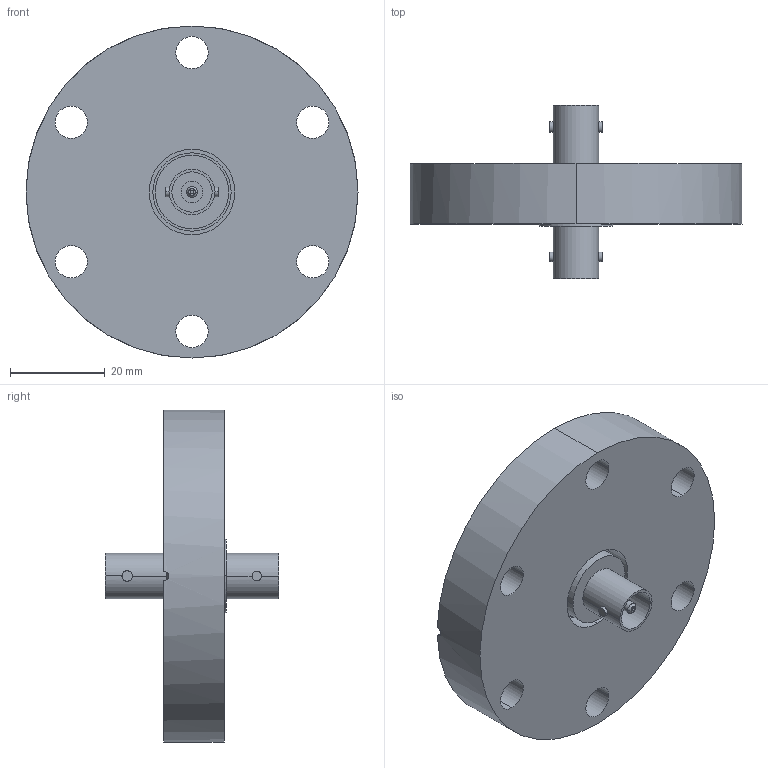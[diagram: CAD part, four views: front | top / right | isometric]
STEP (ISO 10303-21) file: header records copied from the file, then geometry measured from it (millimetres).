
FILE_DESCRIPTION (( 'STEP AP214' ), '1' );
FILE_NAME ('242-BNCDF50-C40.step', '2025-02-18T20:46:06', ( '' ), ( '' ), 'SwSTEP 2.0', 'SolidWorks 2022', '' );
FILE_SCHEMA (( 'AUTOMOTIVE_DESIGN' ));
Length unit declared in the file: millimetre
Products named in the file (5): 242-BNCDF50-I; 9242-BNCDF50-IFW-1; 9411-C40-16.5_9411-C40-16.5-2; 242-BNCDF50-C40; 9242-BNCDF50-IFW-2
Assembly tree (4 placements, depth 3):
  242-BNCDF50-C40
    9411-C40-16.5_9411-C40-16.5-2
    242-BNCDF50-I
      9242-BNCDF50-IFW-1
      9242-BNCDF50-IFW-2
Bounding box: 69.9 x 36.5 x 69.9 mm (x, y, z)
Volume: 42938.3 mm3; surface area: 15749.5 mm2
Topology: 3 solids, 3 shells, 89 faces, 198 edges, 126 vertices
Faces by surface type: cylinder 56, plane 23, cone 8, torus 2
Entity records: 2956 total; most frequent: CARTESIAN_POINT 619, DIRECTION 496, ORIENTED_EDGE 396, AXIS2_PLACEMENT_3D 213, EDGE_CURVE 198, VERTEX_POINT 126, EDGE_LOOP 116, CIRCLE 116
